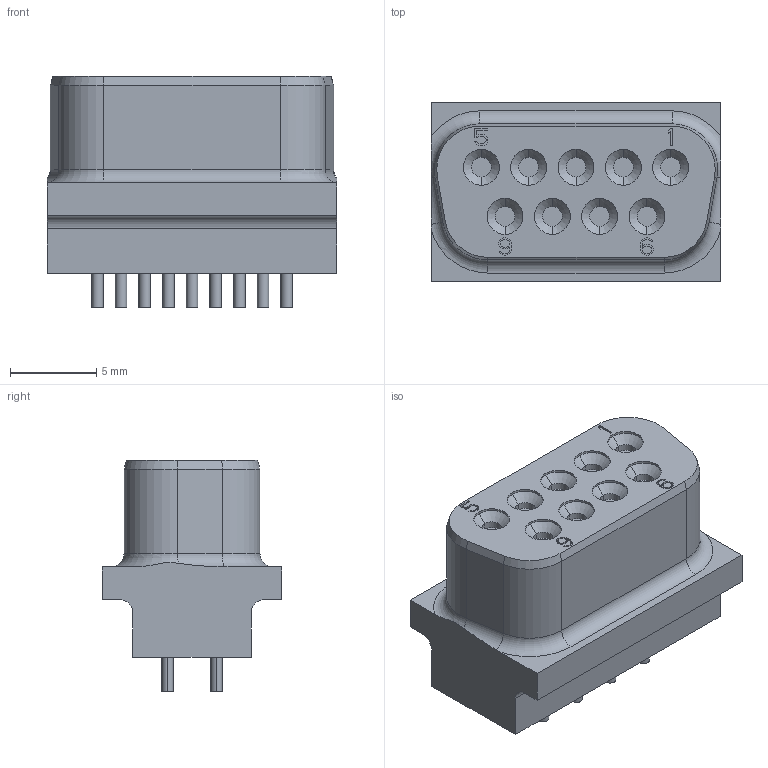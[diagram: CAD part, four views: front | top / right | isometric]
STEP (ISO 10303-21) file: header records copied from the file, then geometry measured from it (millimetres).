
FILE_DESCRIPTION(('FreeCAD Model'),'2;1');
FILE_NAME('TE-5207826_cut.step', '2020-08-01T20:59:01',('FreeCAD'),('FreeCAD'), 'Open CASCADE STEP processor 7.3','FreeCAD','Unknown');
FILE_SCHEMA(('AUTOMOTIVE_DESIGN { 1 0 10303 214 1 1 1 1 }'));
Length unit declared in the file: millimetre
Products named in the file (1): Open CASCADE STEP translator 7.3 1
Bounding box: 16.8 x 10.41 x 13.4 mm (x, y, z)
Volume: 1453.9 mm3; surface area: 919.1 mm2
Topology: 1 solids, 1 shells, 305 faces, 785 edges, 506 vertices
Faces by surface type: plane 215, cylinder 64, cone 22, torus 4
Entity records: 9213 total; most frequent: CARTESIAN_POINT 1667, ORIENTED_EDGE 1570, DIRECTION 1531, EDGE_CURVE 785, LINE 643, VECTOR 643, VERTEX_POINT 506, AXIS2_PLACEMENT_3D 444
